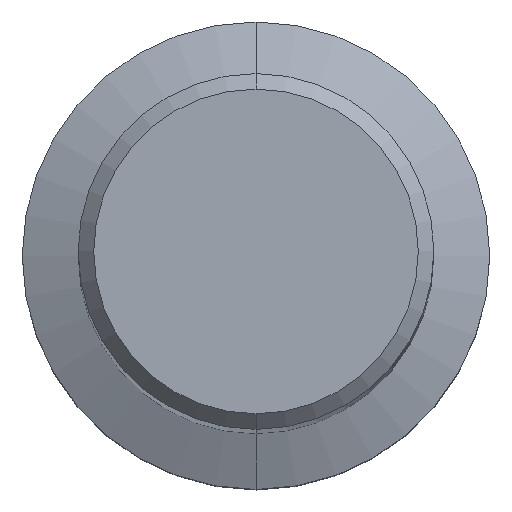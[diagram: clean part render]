
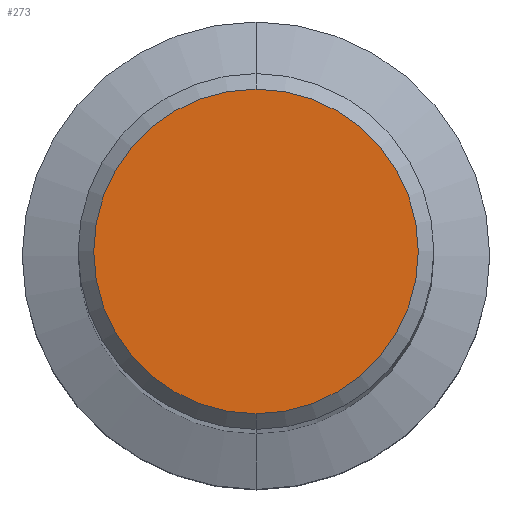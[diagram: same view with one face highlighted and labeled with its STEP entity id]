
A CAD part, top view. The second image highlights one B-rep face of the part: STEP entity #273.
In plain terms, the highlighted planar face has unit normal (0, 0, 1).
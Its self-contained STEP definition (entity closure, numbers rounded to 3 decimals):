
#273=ADVANCED_FACE('',(#637),#638,.T.);
#343=VERTEX_POINT('',#714);
#357=VERTEX_POINT('',#729);
#491=EDGE_CURVE('',#343,#357,#875,.T.);
#499=EDGE_CURVE('',#357,#343,#886,.T.);
#637=FACE_OUTER_BOUND('',#1136,.T.);
#638=PLANE('',#1137);
#714=CARTESIAN_POINT('',(0.0,6.25,0.0));
#729=CARTESIAN_POINT('',(0.,-6.25,0.0));
#875=CIRCLE('',#1623,6.25);
#886=CIRCLE('',#1635,6.25);
#1136=EDGE_LOOP('',(#1834,#1835));
#1137=AXIS2_PLACEMENT_3D('',#1836,#1837,#1838);
#1623=AXIS2_PLACEMENT_3D('',#2073,#2074,#2075);
#1635=AXIS2_PLACEMENT_3D('',#2090,#2091,#2092);
#1834=ORIENTED_EDGE('',*,*,#491,.F.);
#1835=ORIENTED_EDGE('',*,*,#499,.F.);
#1836=CARTESIAN_POINT('',(0.0,3.125,0.0));
#1837=DIRECTION('',(-0.0,0.0,1.0));
#1838=DIRECTION('',(0.0,-1.0,0.0));
#2073=CARTESIAN_POINT('',(0.0,0.0,0.0));
#2074=DIRECTION('',(0.0,0.0,-1.0));
#2075=DIRECTION('',(0.0,1.0,0.0));
#2090=CARTESIAN_POINT('',(0.0,0.0,0.0));
#2091=DIRECTION('',(0.0,0.0,-1.0));
#2092=DIRECTION('',(0.0,1.0,0.0));
